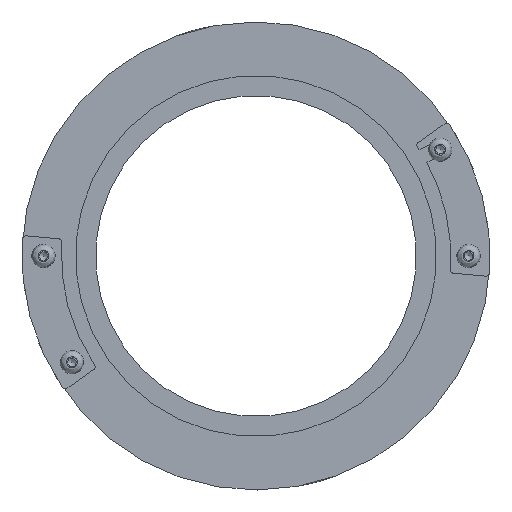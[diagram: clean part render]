
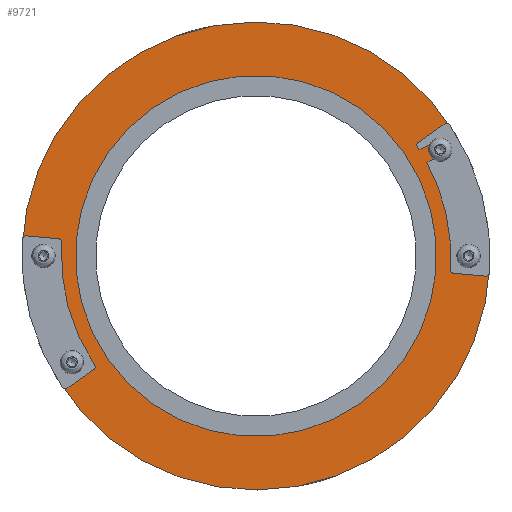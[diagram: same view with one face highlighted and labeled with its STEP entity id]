
A CAD part, front view. The second image highlights one B-rep face of the part: STEP entity #9721.
In plain terms, the highlighted planar face has unit normal (0, -1, 0).
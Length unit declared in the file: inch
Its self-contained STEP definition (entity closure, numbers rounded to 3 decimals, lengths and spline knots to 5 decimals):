
#9311=CARTESIAN_POINT('',(-52.57955,1.08286,2.97206));
#9312=VERTEX_POINT('',#9311);
#9313=CARTESIAN_POINT('',(-52.54719,1.08286,2.85132));
#9314=DIRECTION('',(0.,1.,0.));
#9315=DIRECTION('',(0.259,0.,-0.966));
#9316=AXIS2_PLACEMENT_3D('',#9313,#9314,#9315);
#9317=CIRCLE('',#9316,0.125);
#9318=EDGE_CURVE('',#9312,#9312,#9317,.T.);
#9339=CARTESIAN_POINT('',(-53.43003,1.08286,4.19723));
#9340=VERTEX_POINT('',#9339);
#9341=CARTESIAN_POINT('',(-52.81766,1.08286,3.84367));
#9342=VERTEX_POINT('',#9341);
#9343=CARTESIAN_POINT('',(-52.94707,1.08286,4.32664));
#9344=DIRECTION('',(0.,-1.0,0.));
#9345=DIRECTION('',(-0.259,0.,0.966));
#9346=AXIS2_PLACEMENT_3D('',#9343,#9344,#9345);
#9347=CIRCLE('',#9346,0.5);
#9348=EDGE_CURVE('',#9340,#9342,#9347,.T.);
#9381=CARTESIAN_POINT('',(-53.17121,1.08286,3.2313));
#9382=VERTEX_POINT('',#9381);
#9383=CARTESIAN_POINT('',(-52.68825,1.08286,3.36071));
#9384=DIRECTION('',(0.,-1.,0.));
#9385=DIRECTION('',(0.966,0.,0.259));
#9386=AXIS2_PLACEMENT_3D('',#9383,#9384,#9385);
#9387=CIRCLE('',#9386,0.5);
#9388=EDGE_CURVE('',#9342,#9382,#9387,.T.);
#9414=CARTESIAN_POINT('',(-53.16392,1.08286,3.20408));
#9415=VERTEX_POINT('',#9414);
#9416=CARTESIAN_POINT('',(-53.17121,1.08286,3.2313));
#9417=DIRECTION('',(0.259,0.,-0.966));
#9418=VECTOR('',#9417,0.02818);
#9419=LINE('',#9416,#9418);
#9420=EDGE_CURVE('',#9382,#9415,#9419,.T.);
#9445=CARTESIAN_POINT('',(-53.43733,1.08286,4.22445));
#9446=VERTEX_POINT('',#9445);
#9447=CARTESIAN_POINT('',(-53.43733,1.08286,4.22445));
#9448=DIRECTION('',(0.259,0.,-0.966));
#9449=VECTOR('',#9448,0.02818);
#9450=LINE('',#9447,#9449);
#9451=EDGE_CURVE('',#9446,#9340,#9450,.T.);
#9476=CARTESIAN_POINT('',(-45.39356,1.08286,5.83296));
#9477=VERTEX_POINT('',#9476);
#9478=CARTESIAN_POINT('',(-45.04,1.08286,6.44533));
#9479=VERTEX_POINT('',#9478);
#9480=CARTESIAN_POINT('',(-45.52296,1.08286,6.31592));
#9481=DIRECTION('',(0.,-1.,0.));
#9482=DIRECTION('',(-0.966,0.,-0.259));
#9483=AXIS2_PLACEMENT_3D('',#9480,#9481,#9482);
#9484=CIRCLE('',#9483,0.5);
#9485=EDGE_CURVE('',#9477,#9479,#9484,.T.);
#9518=CARTESIAN_POINT('',(-45.0473,1.08286,6.47255));
#9519=VERTEX_POINT('',#9518);
#9520=CARTESIAN_POINT('',(-45.04,1.08286,6.44533));
#9521=DIRECTION('',(-0.259,0.,0.966));
#9522=VECTOR('',#9521,0.02818);
#9523=LINE('',#9520,#9522);
#9524=EDGE_CURVE('',#9479,#9519,#9523,.T.);
#9549=CARTESIAN_POINT('',(-44.77389,1.08286,5.45218));
#9550=VERTEX_POINT('',#9549);
#9551=CARTESIAN_POINT('',(-44.78118,1.08286,5.4794));
#9552=VERTEX_POINT('',#9551);
#9553=CARTESIAN_POINT('',(-44.77389,1.08286,5.45218));
#9554=DIRECTION('',(-0.259,0.,0.966));
#9555=VECTOR('',#9554,0.02818);
#9556=LINE('',#9553,#9555);
#9557=EDGE_CURVE('',#9550,#9552,#9556,.T.);
#9589=CARTESIAN_POINT('',(-45.26415,1.08286,5.34999));
#9590=DIRECTION('',(0.,-1.,0.));
#9591=DIRECTION('',(0.259,0.,-0.966));
#9592=AXIS2_PLACEMENT_3D('',#9589,#9590,#9591);
#9593=CIRCLE('',#9592,0.5);
#9594=EDGE_CURVE('',#9552,#9477,#9593,.T.);
#9622=CARTESIAN_POINT('',(-49.10561,1.08286,4.83832));
#9623=DIRECTION('',(0.,-1.,0.));
#9624=DIRECTION('',(-0.259,0.,0.966));
#9625=AXIS2_PLACEMENT_3D('',#9622,#9623,#9624);
#9626=CIRCLE('',#9625,4.375);
#9627=EDGE_CURVE('',#9415,#9550,#9626,.T.);
#9673=CARTESIAN_POINT('',(-50.10853,1.08286,8.58128));
#9674=DIRECTION('',(0.,-1.0,0.));
#9675=DIRECTION('',(0.966,0.,0.259));
#9676=AXIS2_PLACEMENT_3D('',#9673,#9674,#9675);
#9677=PLANE('',#9676);
#9678=ORIENTED_EDGE('',*,*,#9451,.T.);
#9679=ORIENTED_EDGE('',*,*,#9348,.T.);
#9680=ORIENTED_EDGE('',*,*,#9388,.T.);
#9681=ORIENTED_EDGE('',*,*,#9420,.T.);
#9682=ORIENTED_EDGE('',*,*,#9627,.T.);
#9683=ORIENTED_EDGE('',*,*,#9557,.T.);
#9684=ORIENTED_EDGE('',*,*,#9594,.T.);
#9685=ORIENTED_EDGE('',*,*,#9485,.T.);
#9686=ORIENTED_EDGE('',*,*,#9524,.T.);
#9687=CARTESIAN_POINT('',(-49.10561,1.08286,4.83832));
#9688=DIRECTION('',(0.,-1.,0.));
#9689=DIRECTION('',(-0.259,0.,0.966));
#9690=AXIS2_PLACEMENT_3D('',#9687,#9688,#9689);
#9691=CIRCLE('',#9690,4.375);
#9692=EDGE_CURVE('',#9519,#9446,#9691,.T.);
#9693=ORIENTED_EDGE('',*,*,#9692,.T.);
#9694=EDGE_LOOP('',(#9678,#9679,#9680,#9681,#9682,#9683,#9684,#9685,#9686,#9693));
#9695=FACE_OUTER_BOUND('',#9694,.T.);
#9696=ORIENTED_EDGE('',*,*,#9318,.T.);
#9697=EDGE_LOOP('',(#9696));
#9698=FACE_BOUND('',#9697,.T.);
#9699=CARTESIAN_POINT('',(-49.97912,1.08286,8.09832));
#9700=VERTEX_POINT('',#9699);
#9701=CARTESIAN_POINT('',(-49.10561,1.08286,4.83832));
#9702=DIRECTION('',(0.,-1.0,0.));
#9703=DIRECTION('',(-0.259,0.,0.966));
#9704=AXIS2_PLACEMENT_3D('',#9701,#9702,#9703);
#9705=CIRCLE('',#9704,3.375);
#9706=EDGE_CURVE('',#9700,#9700,#9705,.T.);
#9707=ORIENTED_EDGE('',*,*,#9706,.F.);
#9708=EDGE_LOOP('',(#9707));
#9709=FACE_BOUND('',#9708,.T.);
#9710=CARTESIAN_POINT('',(-45.63167,1.08286,6.70457));
#9711=VERTEX_POINT('',#9710);
#9712=CARTESIAN_POINT('',(-45.66402,1.08286,6.82532));
#9713=DIRECTION('',(0.,1.,0.));
#9714=DIRECTION('',(-0.259,0.,0.966));
#9715=AXIS2_PLACEMENT_3D('',#9712,#9713,#9714);
#9716=CIRCLE('',#9715,0.125);
#9717=EDGE_CURVE('',#9711,#9711,#9716,.T.);
#9718=ORIENTED_EDGE('',*,*,#9717,.T.);
#9719=EDGE_LOOP('',(#9718));
#9720=FACE_BOUND('',#9719,.T.);
#9721=ADVANCED_FACE('',(#9695,#9698,#9709,#9720),#9677,.T.);
